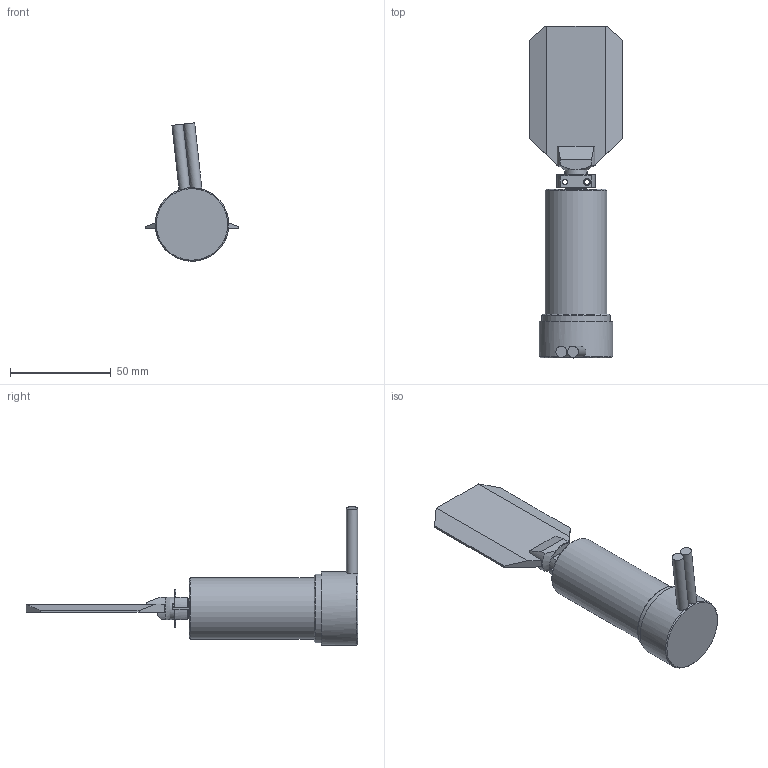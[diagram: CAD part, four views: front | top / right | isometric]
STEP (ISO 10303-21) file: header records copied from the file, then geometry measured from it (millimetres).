
FILE_DESCRIPTION (( 'STEP AP203' ), '1' );
FILE_NAME ('30萇儂湍Y噩え.STEP', '2022-05-31T06:06:01', ( 'Windows 蚚誧' ), ( '' ), 'SwSTEP 2.0', 'SolidWorks 2017', '' );
FILE_SCHEMA (( 'CONFIG_CONTROL_DESIGN' ));
Length unit declared in the file: millimetre
Products named in the file (4): 30萇儂湍Y噩え; A79J.GX.60.0020; A7930mm萇儂耀倰; A79J.JJ.50.0059A1
Assembly tree (3 placements, depth 2):
  30萇儂湍Y噩え
    A79J.GX.60.0020
    A79J.JJ.50.0059A1
    A7930mm萇儂耀倰
Bounding box: 46.2 x 164.82 x 68.68 mm (x, y, z)
Volume: 81786.9 mm3; surface area: 20406.7 mm2
Topology: 3 solids, 3 shells, 73 faces, 187 edges, 123 vertices
Faces by surface type: plane 49, cylinder 18, cone 6
Full cylindrical faces by diameter (mm): 2.5 x2, 3.3 x2, 5.5 x2, 7 x2, 11 x1, 30.48 x1, 34 x1, 36.5 x1
Entity records: 2658 total; most frequent: CARTESIAN_POINT 539, DIRECTION 368, ORIENTED_EDGE 328, EDGE_CURVE 164, AXIS2_PLACEMENT_3D 137, VERTEX_POINT 116, EDGE_LOOP 100, VECTOR 94
